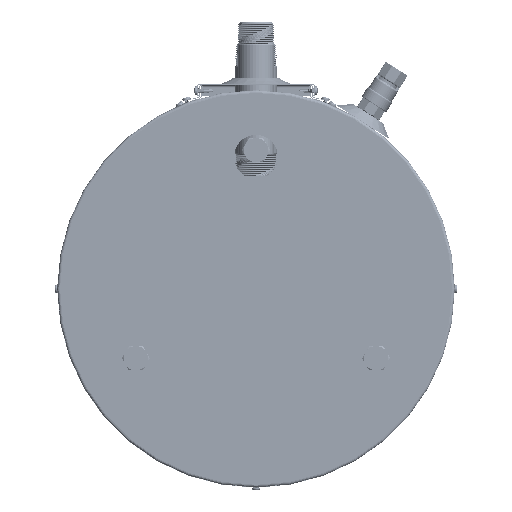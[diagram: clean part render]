
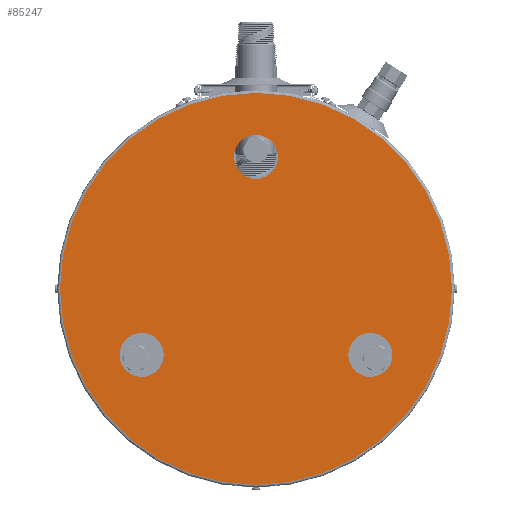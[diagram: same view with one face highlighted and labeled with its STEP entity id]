
A CAD part, front view. The second image highlights one B-rep face of the part: STEP entity #85247.
In plain terms, the highlighted planar face has unit normal (0, -1, 0).
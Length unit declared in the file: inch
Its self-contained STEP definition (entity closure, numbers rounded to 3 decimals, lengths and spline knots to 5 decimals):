
#4361 = EDGE_CURVE ( 'NONE', #32901, #32901, #43151, .T. ) ;
#4504 = CARTESIAN_POINT ( 'NONE',  ( 0., -0.53, 0. ) ) ;
#4990 = EDGE_LOOP ( 'NONE', ( #98152 ) ) ;
#7439 = CIRCLE ( 'NONE', #72430, 8.905 ) ;
#9170 = DIRECTION ( 'NONE',  ( -1., 0., 0. ) ) ;
#15334 = VERTEX_POINT ( 'NONE', #110180 ) ;
#15676 = DIRECTION ( 'NONE',  ( 0., 1., 0. ) ) ;
#20152 = CARTESIAN_POINT ( 'NONE',  ( -1., -0.53, 6. ) ) ;
#29308 = ORIENTED_EDGE ( 'NONE', *, *, #4361, .T. ) ;
#32901 = VERTEX_POINT ( 'NONE', #63775 ) ;
#35317 = FACE_BOUND ( 'NONE', #128756, .T. ) ;
#36869 = VERTEX_POINT ( 'NONE', #79671 ) ;
#40168 = CARTESIAN_POINT ( 'NONE',  ( 0., -0.53, 6. ) ) ;
#42839 = EDGE_LOOP ( 'NONE', ( #62254 ) ) ;
#43035 = CIRCLE ( 'NONE', #105890, 1. ) ;
#43151 = CIRCLE ( 'NONE', #121743, 1. ) ;
#54843 = EDGE_CURVE ( 'NONE', #73434, #73434, #43035, .T. ) ;
#55533 = DIRECTION ( 'NONE',  ( -1., 0., 0. ) ) ;
#61977 = DIRECTION ( 'NONE',  ( 0., -1., 0. ) ) ;
#62254 = ORIENTED_EDGE ( 'NONE', *, *, #77428, .T. ) ;
#62526 = CARTESIAN_POINT ( 'NONE',  ( -5.19615, -0.53, -3. ) ) ;
#62645 = DIRECTION ( 'NONE',  ( 1., 0., 0. ) ) ;
#63775 = CARTESIAN_POINT ( 'NONE',  ( -6.19615, -0.53, -3. ) ) ;
#69007 = FACE_BOUND ( 'NONE', #4990, .T. ) ;
#72430 = AXIS2_PLACEMENT_3D ( 'NONE', #84370, #61977, #62645 ) ;
#73434 = VERTEX_POINT ( 'NONE', #20152 ) ;
#77428 = EDGE_CURVE ( 'NONE', #15334, #15334, #7439, .T. ) ;
#78274 = EDGE_LOOP ( 'NONE', ( #86708 ) ) ;
#78800 = FACE_OUTER_BOUND ( 'NONE', #42839, .T. ) ;
#79671 = CARTESIAN_POINT ( 'NONE',  ( 4.19615, -0.53, -3. ) ) ;
#82978 = DIRECTION ( 'NONE',  ( 0., 1., 0. ) ) ;
#84370 = CARTESIAN_POINT ( 'NONE',  ( 0., -0.53, 0. ) ) ;
#85247 = ADVANCED_FACE ( 'NONE', ( #123095, #35317, #69007, #78800 ), #133650, .F. ) ;
#85621 = DIRECTION ( 'NONE',  ( 0., 1., 0. ) ) ;
#85724 = DIRECTION ( 'NONE',  ( 0., 1., 0. ) ) ;
#85991 = EDGE_CURVE ( 'NONE', #36869, #36869, #88356, .T. ) ;
#86708 = ORIENTED_EDGE ( 'NONE', *, *, #85991, .T. ) ;
#88356 = CIRCLE ( 'NONE', #115348, 1. ) ;
#98152 = ORIENTED_EDGE ( 'NONE', *, *, #54843, .T. ) ;
#105890 = AXIS2_PLACEMENT_3D ( 'NONE', #40168, #82978, #125885 ) ;
#110180 = CARTESIAN_POINT ( 'NONE',  ( 8.905, -0.53, 0. ) ) ;
#111051 = AXIS2_PLACEMENT_3D ( 'NONE', #4504, #15676, #121700 ) ;
#115348 = AXIS2_PLACEMENT_3D ( 'NONE', #127931, #85724, #55533 ) ;
#121700 = DIRECTION ( 'NONE',  ( -1., 0., 0. ) ) ;
#121743 = AXIS2_PLACEMENT_3D ( 'NONE', #62526, #85621, #9170 ) ;
#123095 = FACE_BOUND ( 'NONE', #78274, .T. ) ;
#125885 = DIRECTION ( 'NONE',  ( -1., 0., 0. ) ) ;
#127931 = CARTESIAN_POINT ( 'NONE',  ( 5.19615, -0.53, -3. ) ) ;
#128756 = EDGE_LOOP ( 'NONE', ( #29308 ) ) ;
#133650 = PLANE ( 'NONE',  #111051 ) ;
